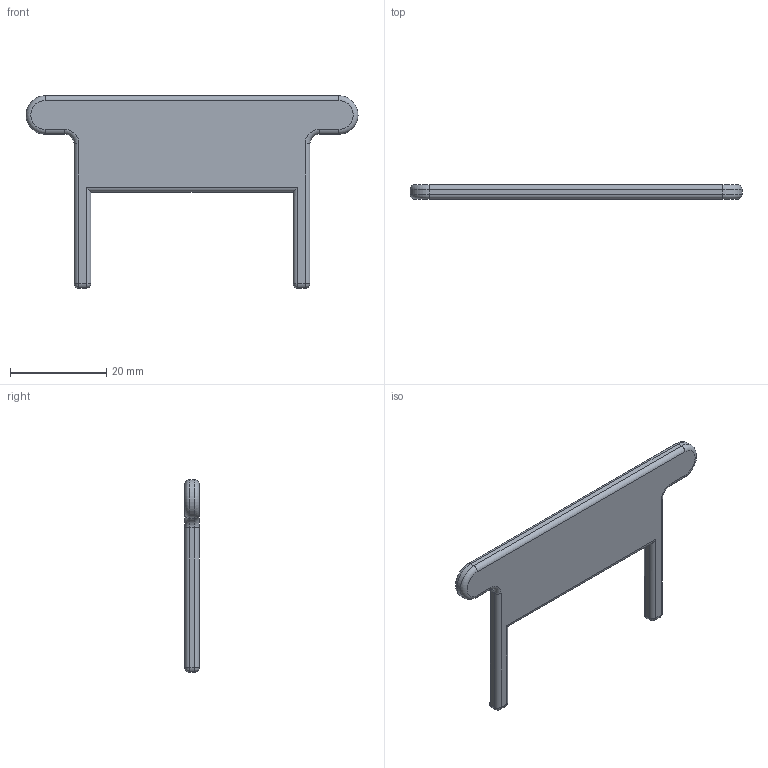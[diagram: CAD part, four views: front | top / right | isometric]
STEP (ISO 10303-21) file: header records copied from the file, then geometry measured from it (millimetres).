
FILE_DESCRIPTION(('FreeCAD Model'),'2;1');
FILE_NAME('Open CASCADE Shape Model','2025-10-28T11:45:11',(''),(''), 'Open CASCADE STEP processor 7.8','FreeCAD','Unknown');
FILE_SCHEMA(('AUTOMOTIVE_DESIGN { 1 0 10303 214 1 1 1 1 }'));
Length unit declared in the file: millimetre
Products named in the file (1): TopLockPlate
Bounding box: 69 x 3 x 40 mm (x, y, z)
Volume: 3695.6 mm3; surface area: 3064 mm2
Topology: 1 solids, 1 shells, 56 faces, 126 edges, 64 vertices
Faces by surface type: cylinder 28, plane 12, torus 8, sphere 8
Entity records: 1492 total; most frequent: DIRECTION 292, CARTESIAN_POINT 239, ORIENTED_EDGE 236, EDGE_CURVE 118, AXIS2_PLACEMENT_3D 117, VERTEX_POINT 64, LINE 58, VECTOR 58
